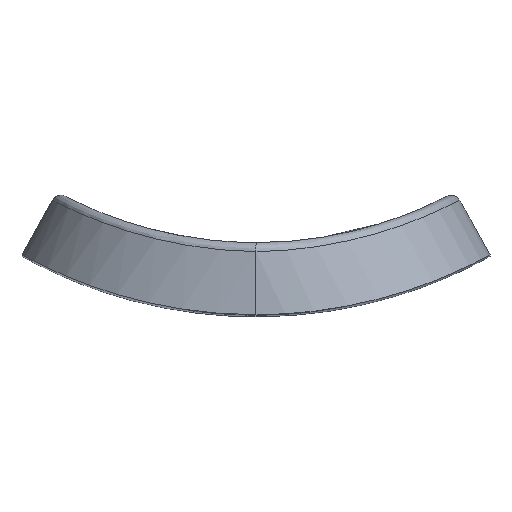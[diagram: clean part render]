
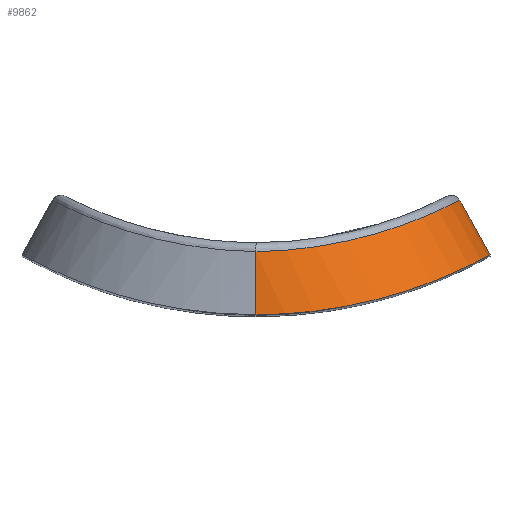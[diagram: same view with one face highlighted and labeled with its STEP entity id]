
A CAD part, top view. The second image highlights one B-rep face of the part: STEP entity #9862.
In plain terms, the highlighted cylindrical face has radius 12 mm (diameter 24 mm), a partial arc.
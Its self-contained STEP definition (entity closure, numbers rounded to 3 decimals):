
#24 = CARTESIAN_POINT ( 'NONE',  ( 6.615, 4.293, 29.092 ) ) ;
#391 = CARTESIAN_POINT ( 'NONE',  ( 10.865, 2.493, 25.449 ) ) ;
#824 = CARTESIAN_POINT ( 'NONE',  ( 4.535, 3.749, 30.522 ) ) ;
#866 = CARTESIAN_POINT ( 'NONE',  ( 12., 3.082, 20. ) ) ;
#912 = DIRECTION ( 'NONE',  ( 0.482, -0.876, 0. ) ) ;
#955 = CARTESIAN_POINT ( 'NONE',  ( 2.886, 3.446, 31.266 ) ) ;
#996 = CARTESIAN_POINT ( 'NONE',  ( 10.394, 5.859, 21.476 ) ) ;
#1047 = CARTESIAN_POINT ( 'NONE',  ( 0., 3.231, 31.899 ) ) ;
#1073 =( BOUNDED_CURVE ( )  B_SPLINE_CURVE ( 3, ( #9514, #10607, #11623, #1047 ),
 .UNSPECIFIED., .F., .T. ) 
 B_SPLINE_CURVE_WITH_KNOTS ( ( 4, 4 ),
 ( 4.712, 4.843 ),
 .UNSPECIFIED. ) 
 CURVE ( )  GEOMETRIC_REPRESENTATION_ITEM ( )  RATIONAL_B_SPLINE_CURVE ( ( 1., 0.999, 0.999, 1. ) ) 
 REPRESENTATION_ITEM ( '' )  );
#1430 = CARTESIAN_POINT ( 'NONE',  ( 9.172, 1.749, 28.082 ) ) ;
#2052 = CARTESIAN_POINT ( 'NONE',  ( 10.215, 5.768, 22.557 ) ) ;
#2094 = CARTESIAN_POINT ( 'NONE',  ( 8.056, 4.805, 27.5 ) ) ;
#2292 = EDGE_CURVE ( 'NONE', #4805, #3274, #9617, .T. ) ;
#2397 = CARTESIAN_POINT ( 'NONE',  ( 3.198, 0.203, 31.65 ) ) ;
#2398 = EDGE_CURVE ( 'NONE', #4805, #6818, #9816, .T. ) ;
#2493 = CARTESIAN_POINT ( 'NONE',  ( 12., 3.082, 20. ) ) ;
#2588 = CARTESIAN_POINT ( 'NONE',  ( 10.517, 2.325, 26.15 ) ) ;
#3033 = CARTESIAN_POINT ( 'NONE',  ( 5.468, 3.97, 29.959 ) ) ;
#3123 = CARTESIAN_POINT ( 'NONE',  ( 9.854, 5.588, 23.978 ) ) ;
#3173 = ORIENTED_EDGE ( 'NONE', *, *, #13221, .F. ) ;
#3274 = VERTEX_POINT ( 'NONE', #8978 ) ;
#3613 = CARTESIAN_POINT ( 'NONE',  ( 0.813, 0., 32. ) ) ;
#3618 = CARTESIAN_POINT ( 'NONE',  ( 0., 0., 32. ) ) ;
#3620 = ORIENTED_EDGE ( 'NONE', *, *, #12071, .F. ) ;
#3737 = CARTESIAN_POINT ( 'NONE',  ( 10.455, 5.891, 20. ) ) ;
#3936 = DIRECTION ( 'NONE',  ( 0.482, -0.876, 0. ) ) ;
#3965 = FACE_OUTER_BOUND ( 'NONE', #6728, .T. ) ;
#4627 = CARTESIAN_POINT ( 'NONE',  ( 11.717, 2.929, 22.792 ) ) ;
#4805 = VERTEX_POINT ( 'NONE', #3737 ) ;
#5154 = CARTESIAN_POINT ( 'NONE',  ( 5.765, 4.05, 29.752 ) ) ;
#5658 = CARTESIAN_POINT ( 'NONE',  ( 11.928, 3.043, 21.613 ) ) ;
#5759 = CARTESIAN_POINT ( 'NONE',  ( 8.097, 1.346, 29.202 ) ) ;
#5772 = B_SPLINE_CURVE_WITH_KNOTS ( 'NONE', 3,
 ( #2493, #8904, #5658, #4627, #8947, #7898, #9985, #391, #2588, #11918, #12066, #1430, #6731, #5759, #6688, #8860, #8765, #11973, #9934, #2397, #9894, #6772, #3613, #10955 ),
 .UNSPECIFIED., .F., .F.,
 ( 4, 2, 2, 2, 2, 2, 2, 2, 2, 2, 2, 4 ),
 ( 0., 0.002, 0.004, 0.005, 0.007, 0.008, 0.01, 0.012, 0.014, 0.016, 0.017, 0.019 ),
 .UNSPECIFIED. ) ;
#6304 = CARTESIAN_POINT ( 'NONE',  ( 9.196, 5.278, 25.67 ) ) ;
#6688 = CARTESIAN_POINT ( 'NONE',  ( 7.494, 1.144, 29.694 ) ) ;
#6728 = EDGE_LOOP ( 'NONE', ( #7485, #10082, #3173, #3620 ) ) ;
#6731 = CARTESIAN_POINT ( 'NONE',  ( 8.914, 1.648, 28.374 ) ) ;
#6772 = CARTESIAN_POINT ( 'NONE',  ( 1.616, 0.04, 31.937 ) ) ;
#6818 = VERTEX_POINT ( 'NONE', #10204 ) ;
#7038 = CARTESIAN_POINT ( 'NONE',  ( -10.515, 19.117, 20. ) ) ;
#7351 = CARTESIAN_POINT ( 'NONE',  ( 10.455, 5.891, 20.744 ) ) ;
#7353 = CARTESIAN_POINT ( 'NONE',  ( 4.851, 3.82, 30.345 ) ) ;
#7485 = ORIENTED_EDGE ( 'NONE', *, *, #2292, .F. ) ;
#7532 = CARTESIAN_POINT ( 'NONE',  ( 10.455, 5.891, 20. ) ) ;
#7759 = VERTEX_POINT ( 'NONE', #3618 ) ;
#7898 = CARTESIAN_POINT ( 'NONE',  ( 11.415, 2.77, 23.954 ) ) ;
#8337 = CARTESIAN_POINT ( 'NONE',  ( 3.563, 3.554, 31.006 ) ) ;
#8417 = CARTESIAN_POINT ( 'NONE',  ( 10.14, 5.73, 22.915 ) ) ;
#8458 = CARTESIAN_POINT ( 'NONE',  ( 8.472, 4.97, 26.91 ) ) ;
#8765 = CARTESIAN_POINT ( 'NONE',  ( 5.461, 0.595, 30.903 ) ) ;
#8860 = CARTESIAN_POINT ( 'NONE',  ( 6.164, 0.765, 30.552 ) ) ;
#8904 = CARTESIAN_POINT ( 'NONE',  ( 12., 3.082, 20.813 ) ) ;
#8933 = AXIS2_PLACEMENT_3D ( 'NONE', #7038, #3936, #12416 ) ;
#8947 = CARTESIAN_POINT ( 'NONE',  ( 11.628, 2.882, 23.181 ) ) ;
#8978 = CARTESIAN_POINT ( 'NONE',  ( 12., 3.082, 20. ) ) ;
#9118 = CYLINDRICAL_SURFACE ( 'NONE', #8933, 12. ) ;
#9464 = CARTESIAN_POINT ( 'NONE',  ( 9.96, 5.64, 23.624 ) ) ;
#9509 = CARTESIAN_POINT ( 'NONE',  ( 7.833, 4.719, 27.787 ) ) ;
#9514 = CARTESIAN_POINT ( 'NONE',  ( 0., 0., 32. ) ) ;
#9617 = LINE ( 'NONE', #866, #13580 ) ;
#9816 = B_SPLINE_CURVE_WITH_KNOTS ( 'NONE', 3,
 ( #7532, #7351, #996, #2052, #8417, #9464, #3123, #10511, #6304, #13695, #8458, #2094, #9509, #10551, #24, #5154, #3033, #7353, #824, #8337, #955, #10469, #12588, #10417, #10377, #11521 ),
 .UNSPECIFIED., .F., .F.,
 ( 4, 2, 2, 2, 2, 2, 2, 2, 2, 2, 2, 2, 4 ),
 ( 0., 0.002, 0.003, 0.004, 0.007, 0.008, 0.009, 0.011, 0.012, 0.013, 0.015, 0.016, 0.018 ),
 .UNSPECIFIED. ) ;
#9862 = ADVANCED_FACE ( 'NONE', ( #3965 ), #9118, .T. ) ;
#9894 = CARTESIAN_POINT ( 'NONE',  ( 2.803, 0.155, 31.736 ) ) ;
#9934 = CARTESIAN_POINT ( 'NONE',  ( 3.974, 0.316, 31.443 ) ) ;
#9985 = CARTESIAN_POINT ( 'NONE',  ( 11.29, 2.706, 24.337 ) ) ;
#10082 = ORIENTED_EDGE ( 'NONE', *, *, #2398, .T. ) ;
#10204 = CARTESIAN_POINT ( 'NONE',  ( 0., 3.231, 31.899 ) ) ;
#10377 = CARTESIAN_POINT ( 'NONE',  ( 0.369, 3.237, 31.856 ) ) ;
#10417 = CARTESIAN_POINT ( 'NONE',  ( 0.736, 3.251, 31.799 ) ) ;
#10469 = CARTESIAN_POINT ( 'NONE',  ( 1.824, 3.329, 31.57 ) ) ;
#10511 = CARTESIAN_POINT ( 'NONE',  ( 9.493, 5.415, 25.013 ) ) ;
#10551 = CARTESIAN_POINT ( 'NONE',  ( 7.131, 4.464, 28.601 ) ) ;
#10607 = CARTESIAN_POINT ( 'NONE',  ( 0., 1.081, 32. ) ) ;
#10955 = CARTESIAN_POINT ( 'NONE',  ( 0., 0., 32. ) ) ;
#11521 = CARTESIAN_POINT ( 'NONE',  ( 0., 3.231, 31.899 ) ) ;
#11623 = CARTESIAN_POINT ( 'NONE',  ( 0., 2.16, 31.966 ) ) ;
#11918 = CARTESIAN_POINT ( 'NONE',  ( 9.888, 2.046, 27.144 ) ) ;
#11973 = CARTESIAN_POINT ( 'NONE',  ( 4.353, 0.381, 31.321 ) ) ;
#12066 = CARTESIAN_POINT ( 'NONE',  ( 9.659, 1.948, 27.467 ) ) ;
#12071 = EDGE_CURVE ( 'NONE', #3274, #7759, #5772, .T. ) ;
#12416 = DIRECTION ( 'NONE',  ( 0.876, 0.482, 0. ) ) ;
#12588 = CARTESIAN_POINT ( 'NONE',  ( 1.462, 3.297, 31.657 ) ) ;
#13221 = EDGE_CURVE ( 'NONE', #7759, #6818, #1073, .T. ) ;
#13580 = VECTOR ( 'NONE', #912, 1000. ) ;
#13695 = CARTESIAN_POINT ( 'NONE',  ( 8.664, 5.05, 26.606 ) ) ;
